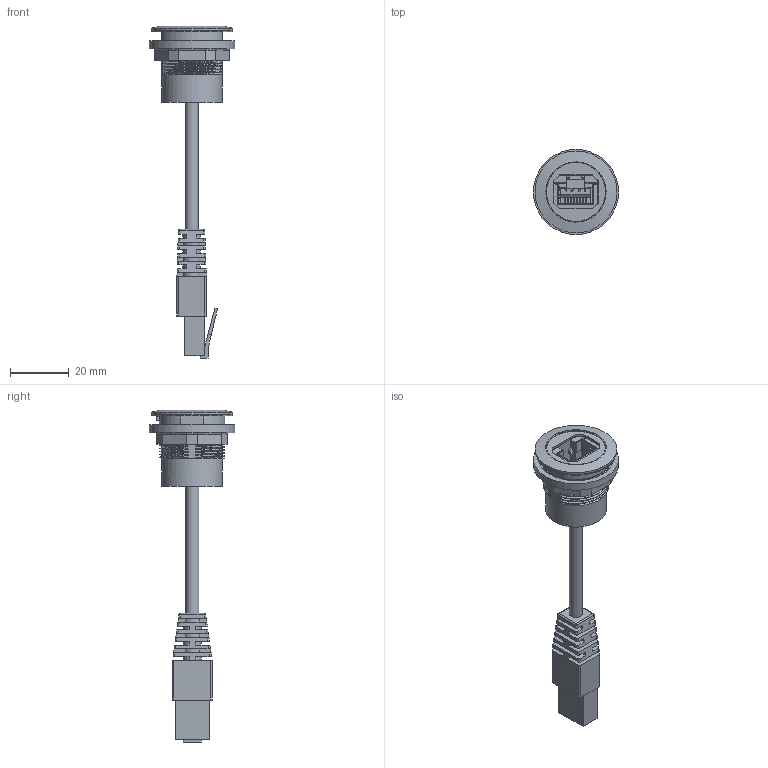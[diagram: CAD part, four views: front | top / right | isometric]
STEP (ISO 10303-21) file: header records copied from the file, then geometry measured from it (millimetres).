
FILE_DESCRIPTION(/* description */ (''),/* implementation_level */ '2;1');
FILE_NAME(/* name */ 'RRJ_RJ45.stp',/* time_stamp */ '2016-03-22T11:15:16+01:00',/* author */ ('mharscher'),/* organization */ (''),/* preprocessor_version */ 'ST-DEVELOPER v15.2',/* originating_system */ 'Autodesk Inventor 2014',/* authorisation */ '');
FILE_SCHEMA (('CONFIG_CONTROL_DESIGN'));
Length unit declared in the file: millimetre
Products named in the file (1): RRJ_RJ45 mit Kabel_ipt
Bounding box: 29 x 29 x 113.1 mm (x, y, z)
Volume: 13460.3 mm3; surface area: 9848.3 mm2
Topology: 1 solids, 6 shells, 735 faces, 2156 edges, 1418 vertices
Faces by surface type: plane 462, cylinder 196, bspline 59, sphere 12, torus 3, cone 3
Full cylindrical faces by diameter (mm): 0.4 x2, 0.75 x2, 4.5 x1, 20.05 x1, 20.7 x1, 20.917 x1, 22.6 x1, 25.35 x1, 27.4 x1, 27.9 x1, 29 x1
Entity records: 29412 total; most frequent: CARTESIAN_POINT 10138, ORIENTED_EDGE 4252, DIRECTION 3640, EDGE_CURVE 2126, LINE 1526, VECTOR 1526, VERTEX_POINT 1412, AXIS2_PLACEMENT_3D 1057
